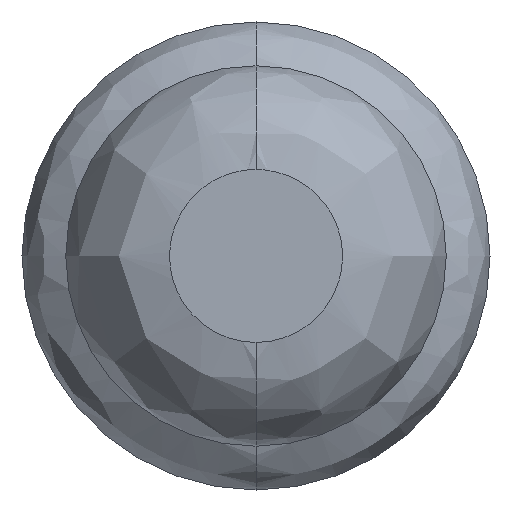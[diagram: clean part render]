
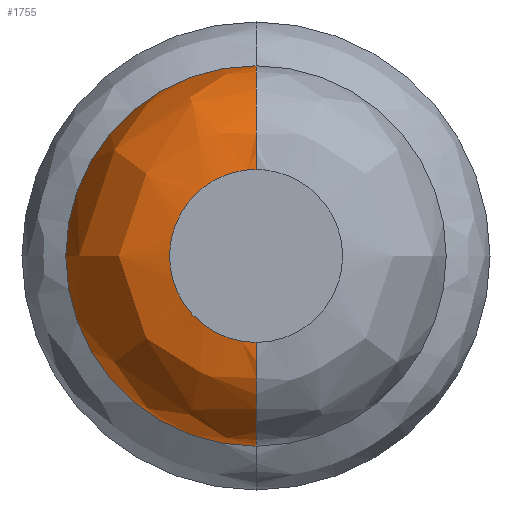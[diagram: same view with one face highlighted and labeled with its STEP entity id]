
A CAD part, front view. The second image highlights one B-rep face of the part: STEP entity #1755.
In plain terms, the highlighted free-form (B-spline) face has degree [3, 3] with [4, 4] control points.
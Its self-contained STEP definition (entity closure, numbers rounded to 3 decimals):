
#3 = CARTESIAN_POINT ( 'NONE',  ( 0., -0.034, 0.375 ) ) ;
#150 = DIRECTION ( 'NONE',  ( 0., 0., -1. ) ) ;
#321 = CARTESIAN_POINT ( 'NONE',  ( -0.75, -0.034, -0.375 ) ) ;
#324 = ORIENTED_EDGE ( 'NONE', *, *, #3782, .T. ) ;
#713 = CARTESIAN_POINT ( 'NONE',  ( -1.65, 0.416, 0.825 ) ) ;
#936 = VERTEX_POINT ( 'NONE', #4352 ) ;
#1089 = CARTESIAN_POINT ( 'NONE',  ( 0., -0.034, 0.639 ) ) ;
#1194 = CARTESIAN_POINT ( 'NONE',  ( 0., -0.034, -0.375 ) ) ;
#1389 = AXIS2_PLACEMENT_3D ( 'NONE', #2179, #2876, #4065 ) ;
#1635 = ORIENTED_EDGE ( 'NONE', *, *, #4127, .F. ) ;
#1704 = DIRECTION ( 'NONE',  ( 0., 1., 0. ) ) ;
#1710 = EDGE_CURVE ( 'NONE', #4192, #2447, #4535, .T. ) ;
#1755 = ADVANCED_FACE ( 'NONE', ( #4947 ), #1770, .T. ) ;
#1770 =( BOUNDED_SURFACE ( )  B_SPLINE_SURFACE ( 3, 3, ( 
 ( #2245, #4455, #321, #4491 ),
 ( #1089, #4840, #2209, #3363 ),
 ( #3745, #4898, #2607, #3779 ),
 ( #3761, #713, #2194, #2999 ) ),
 .UNSPECIFIED., .F., .F., .F. ) 
 B_SPLINE_SURFACE_WITH_KNOTS ( ( 4, 4 ),
 ( 4, 4 ),
 ( 0., 1. ),
 ( 0., 1. ),
 .UNSPECIFIED. ) 
 GEOMETRIC_REPRESENTATION_ITEM ( )  RATIONAL_B_SPLINE_SURFACE ( (
 ( 1., 0.333, 0.333, 1.),
 ( 0.805, 0.268, 0.268, 0.805),
 ( 0.805, 0.268, 0.268, 0.805),
 ( 1., 0.333, 0.333, 1.) ) ) 
 REPRESENTATION_ITEM ( '' )  SURFACE ( )  );
#1876 = CARTESIAN_POINT ( 'NONE',  ( 0., 0.416, -0.825 ) ) ;
#1951 = CARTESIAN_POINT ( 'NONE',  ( -0.75, -0.034, -0.375 ) ) ;
#2162 = AXIS2_PLACEMENT_3D ( 'NONE', #3978, #1704, #150 ) ;
#2179 = CARTESIAN_POINT ( 'NONE',  ( 0., 0.416, 0.375 ) ) ;
#2194 = CARTESIAN_POINT ( 'NONE',  ( -1.65, 0.416, -0.825 ) ) ;
#2209 = CARTESIAN_POINT ( 'NONE',  ( -1.277, -0.034, -0.639 ) ) ;
#2245 = CARTESIAN_POINT ( 'NONE',  ( 0., -0.034, 0.375 ) ) ;
#2362 =( BOUNDED_CURVE ( )  B_SPLINE_CURVE ( 3, ( #1194, #1951, #4594, #3 ),
 .UNSPECIFIED., .F., .F. ) 
 B_SPLINE_CURVE_WITH_KNOTS ( ( 4, 4 ),
 ( 0., 1. ),
 .UNSPECIFIED. ) 
 CURVE ( )  GEOMETRIC_REPRESENTATION_ITEM ( )  RATIONAL_B_SPLINE_CURVE ( ( 1., 0.333, 0.333, 1. ) ) 
 REPRESENTATION_ITEM ( '' )  );
#2447 = VERTEX_POINT ( 'NONE', #2580 ) ;
#2489 = ORIENTED_EDGE ( 'NONE', *, *, #1710, .T. ) ;
#2505 = EDGE_LOOP ( 'NONE', ( #324, #2489, #1635, #3945 ) ) ;
#2548 = AXIS2_PLACEMENT_3D ( 'NONE', #4184, #4203, #4214 ) ;
#2580 = CARTESIAN_POINT ( 'NONE',  ( 0., 0.416, 0.825 ) ) ;
#2607 = CARTESIAN_POINT ( 'NONE',  ( -1.65, 0.153, -0.825 ) ) ;
#2608 = EDGE_CURVE ( 'NONE', #936, #4355, #2926, .T. ) ;
#2876 = DIRECTION ( 'NONE',  ( -1., 0., 0. ) ) ;
#2926 = CIRCLE ( 'NONE', #2548, 0.45 ) ;
#2999 = CARTESIAN_POINT ( 'NONE',  ( 0., 0.416, -0.825 ) ) ;
#3363 = CARTESIAN_POINT ( 'NONE',  ( 0., -0.034, -0.639 ) ) ;
#3745 = CARTESIAN_POINT ( 'NONE',  ( 0., 0.153, 0.825 ) ) ;
#3761 = CARTESIAN_POINT ( 'NONE',  ( 0., 0.416, 0.825 ) ) ;
#3779 = CARTESIAN_POINT ( 'NONE',  ( 0., 0.153, -0.825 ) ) ;
#3782 = EDGE_CURVE ( 'NONE', #936, #4192, #2362, .T. ) ;
#3945 = ORIENTED_EDGE ( 'NONE', *, *, #2608, .F. ) ;
#3978 = CARTESIAN_POINT ( 'NONE',  ( 0., 0.416, 0. ) ) ;
#4061 = CIRCLE ( 'NONE', #2162, 0.825 ) ;
#4065 = DIRECTION ( 'NONE',  ( 0., 0., 1. ) ) ;
#4127 = EDGE_CURVE ( 'NONE', #4355, #2447, #4061, .T. ) ;
#4184 = CARTESIAN_POINT ( 'NONE',  ( 0., 0.416, -0.375 ) ) ;
#4192 = VERTEX_POINT ( 'NONE', #4452 ) ;
#4203 = DIRECTION ( 'NONE',  ( 1., 0., 0. ) ) ;
#4214 = DIRECTION ( 'NONE',  ( 0., 0., -1. ) ) ;
#4352 = CARTESIAN_POINT ( 'NONE',  ( 0., -0.034, -0.375 ) ) ;
#4355 = VERTEX_POINT ( 'NONE', #1876 ) ;
#4452 = CARTESIAN_POINT ( 'NONE',  ( 0., -0.034, 0.375 ) ) ;
#4455 = CARTESIAN_POINT ( 'NONE',  ( -0.75, -0.034, 0.375 ) ) ;
#4491 = CARTESIAN_POINT ( 'NONE',  ( 0., -0.034, -0.375 ) ) ;
#4535 = CIRCLE ( 'NONE', #1389, 0.45 ) ;
#4594 = CARTESIAN_POINT ( 'NONE',  ( -0.75, -0.034, 0.375 ) ) ;
#4840 = CARTESIAN_POINT ( 'NONE',  ( -1.277, -0.034, 0.639 ) ) ;
#4898 = CARTESIAN_POINT ( 'NONE',  ( -1.65, 0.153, 0.825 ) ) ;
#4947 = FACE_OUTER_BOUND ( 'NONE', #2505, .T. ) ;
